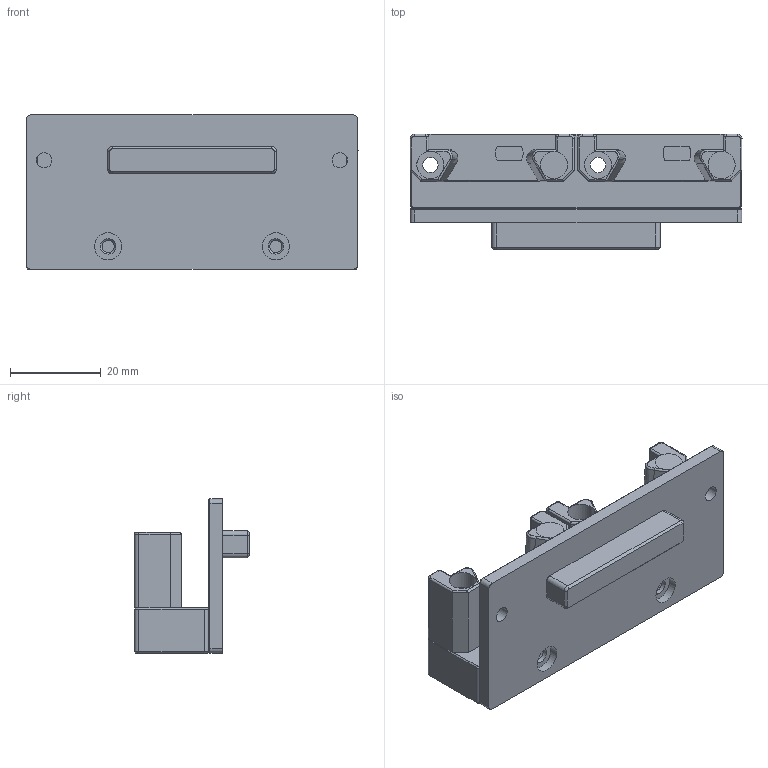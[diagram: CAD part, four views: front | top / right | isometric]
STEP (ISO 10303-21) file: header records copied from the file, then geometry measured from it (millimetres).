
FILE_DESCRIPTION(/* description */ (''),/* implementation_level */ '2;1');
FILE_NAME(/* name */ 'dual_klicky_stand.step',/* time_stamp */ '2022-10-04T20:34:47+13:00',/* author */ (''),/* organization */ (''),/* preprocessor_version */ 'ST-DEVELOPER v19',/* originating_system */ 'Autodesk Translation Framework v11.7.0.108',/* authorisation */ '');
FILE_SCHEMA (('AUTOMOTIVE_DESIGN { 1 0 10303 214 3 1 1 }'));
Length unit declared in the file: millimetre
Products named in the file (2): klicky_collection; KlickyProbe_v2_v58_Probe Dock v2.1
Assembly tree (2 placements, depth 2):
  klicky_collection
    KlickyProbe_v2_v58_Probe Dock v2.1  x2
Bounding box: 73.26 x 25.5 x 34 mm (x, y, z)
Volume: 25324.9 mm3; surface area: 15847.4 mm2
Topology: 4 solids, 4 shells, 221 faces, 536 edges, 326 vertices
Faces by surface type: plane 99, cylinder 60, cone 40, bspline 16, torus 6
Full cylindrical faces by diameter (mm): 3.4 x8, 4.7 x6, 6 x6, 6.1 x2
Entity records: 5132 total; most frequent: CARTESIAN_POINT 1411, DIRECTION 787, ORIENTED_EDGE 734, EDGE_CURVE 367, AXIS2_PLACEMENT_3D 287, VERTEX_POINT 222, LINE 213, VECTOR 213
